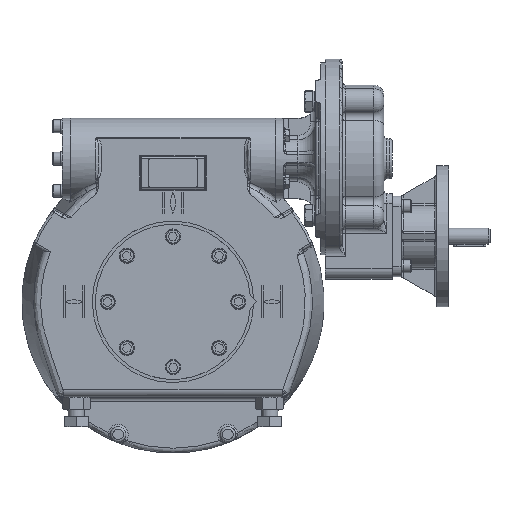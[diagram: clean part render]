
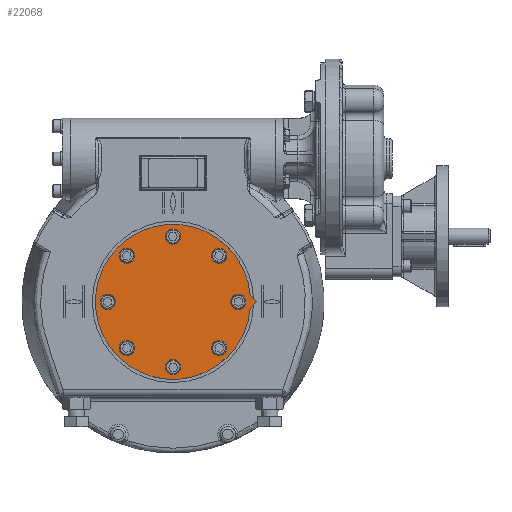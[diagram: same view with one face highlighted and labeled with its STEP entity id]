
A CAD part, top view. The second image highlights one B-rep face of the part: STEP entity #22068.
In plain terms, the highlighted planar face has unit normal (0, 0, 1).
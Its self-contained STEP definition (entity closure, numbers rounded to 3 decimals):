
#2290=CIRCLE('',#28104,96.25);
#2299=CIRCLE('',#28117,6.5);
#2300=CIRCLE('',#28118,6.5);
#2301=CIRCLE('',#28119,6.5);
#2302=CIRCLE('',#28120,6.5);
#2303=CIRCLE('',#28121,6.5);
#2304=CIRCLE('',#28122,6.5);
#2305=CIRCLE('',#28123,6.5);
#2306=CIRCLE('',#28124,6.5);
#7485=ORIENTED_EDGE('',*,*,#11328,.F.);
#7486=ORIENTED_EDGE('',*,*,#11329,.F.);
#7487=ORIENTED_EDGE('',*,*,#11330,.F.);
#7488=ORIENTED_EDGE('',*,*,#11331,.F.);
#7489=ORIENTED_EDGE('',*,*,#11332,.F.);
#7490=ORIENTED_EDGE('',*,*,#11333,.F.);
#7491=ORIENTED_EDGE('',*,*,#11334,.F.);
#7492=ORIENTED_EDGE('',*,*,#11335,.F.);
#7493=ORIENTED_EDGE('',*,*,#11313,.T.);
#7494=ORIENTED_EDGE('',*,*,#11317,.T.);
#7495=ORIENTED_EDGE('',*,*,#11319,.T.);
#11313=EDGE_CURVE('',#13999,#13998,#2290,.T.);
#11317=EDGE_CURVE('',#13998,#14001,#15676,.T.);
#11319=EDGE_CURVE('',#14001,#13999,#15678,.T.);
#11328=EDGE_CURVE('',#14010,#14010,#2299,.T.);
#11329=EDGE_CURVE('',#14011,#14011,#2300,.T.);
#11330=EDGE_CURVE('',#14012,#14012,#2301,.T.);
#11331=EDGE_CURVE('',#14013,#14013,#2302,.T.);
#11332=EDGE_CURVE('',#14014,#14014,#2303,.T.);
#11333=EDGE_CURVE('',#14015,#14015,#2304,.T.);
#11334=EDGE_CURVE('',#14016,#14016,#2305,.T.);
#11335=EDGE_CURVE('',#14017,#14017,#2306,.T.);
#13998=VERTEX_POINT('',#56564);
#13999=VERTEX_POINT('',#56566);
#14001=VERTEX_POINT('',#56572);
#14010=VERTEX_POINT('',#56596);
#14011=VERTEX_POINT('',#56598);
#14012=VERTEX_POINT('',#56600);
#14013=VERTEX_POINT('',#56602);
#14014=VERTEX_POINT('',#56604);
#14015=VERTEX_POINT('',#56606);
#14016=VERTEX_POINT('',#56608);
#14017=VERTEX_POINT('',#56610);
#15676=LINE('',#56573,#17225);
#15678=LINE('',#56576,#17227);
#17225=VECTOR('',#33378,1000.);
#17227=VECTOR('',#33382,1000.);
#18714=EDGE_LOOP('',(#7485));
#18715=EDGE_LOOP('',(#7486));
#18716=EDGE_LOOP('',(#7487));
#18717=EDGE_LOOP('',(#7488));
#18718=EDGE_LOOP('',(#7489));
#18719=EDGE_LOOP('',(#7490));
#18720=EDGE_LOOP('',(#7491));
#18721=EDGE_LOOP('',(#7492));
#18722=EDGE_LOOP('',(#7493,#7494,#7495));
#20277=FACE_BOUND('',#18714,.T.);
#20278=FACE_BOUND('',#18715,.T.);
#20279=FACE_BOUND('',#18716,.T.);
#20280=FACE_BOUND('',#18717,.T.);
#20281=FACE_BOUND('',#18718,.T.);
#20282=FACE_BOUND('',#18719,.T.);
#20283=FACE_BOUND('',#18720,.T.);
#20284=FACE_BOUND('',#18721,.T.);
#20285=FACE_BOUND('',#18722,.T.);
#20954=PLANE('',#28116);
#22068=ADVANCED_FACE('',(#20277,#20278,#20279,#20280,#20281,#20282,#20283,
#20284,#20285),#20954,.T.);
#28104=AXIS2_PLACEMENT_3D('',#56565,#33371,#33372);
#28116=AXIS2_PLACEMENT_3D('',#56594,#33401,#33402);
#28117=AXIS2_PLACEMENT_3D('',#56595,#33403,#33404);
#28118=AXIS2_PLACEMENT_3D('',#56597,#33405,#33406);
#28119=AXIS2_PLACEMENT_3D('',#56599,#33407,#33408);
#28120=AXIS2_PLACEMENT_3D('',#56601,#33409,#33410);
#28121=AXIS2_PLACEMENT_3D('',#56603,#33411,#33412);
#28122=AXIS2_PLACEMENT_3D('',#56605,#33413,#33414);
#28123=AXIS2_PLACEMENT_3D('',#56607,#33415,#33416);
#28124=AXIS2_PLACEMENT_3D('',#56609,#33417,#33418);
#33371=DIRECTION('',(0.,0.,1.));
#33372=DIRECTION('',(1.,0.,0.));
#33378=DIRECTION('',(0.707,0.707,0.));
#33382=DIRECTION('',(-0.707,0.707,0.));
#33401=DIRECTION('',(0.,0.,1.));
#33402=DIRECTION('',(1.,0.,0.));
#33403=DIRECTION('',(0.,0.,1.));
#33404=DIRECTION('',(0.707,0.707,0.));
#33405=DIRECTION('',(0.,0.,1.));
#33406=DIRECTION('',(0.,1.,0.));
#33407=DIRECTION('',(0.,0.,1.));
#33408=DIRECTION('',(-0.707,0.707,0.));
#33409=DIRECTION('',(0.,0.,1.));
#33410=DIRECTION('',(-1.,0.,0.));
#33411=DIRECTION('',(0.,0.,1.));
#33412=DIRECTION('',(-0.707,-0.707,0.));
#33413=DIRECTION('',(0.,0.,1.));
#33414=DIRECTION('',(0.,-1.,0.));
#33415=DIRECTION('',(0.,0.,1.));
#33416=DIRECTION('',(0.707,-0.707,0.));
#33417=DIRECTION('',(0.,0.,1.));
#33418=DIRECTION('',(1.,0.,0.));
#56564=CARTESIAN_POINT('',(95.932,-7.818,54.15));
#56565=CARTESIAN_POINT('',(0.,0.,54.15));
#56566=CARTESIAN_POINT('',(95.932,7.818,54.15));
#56572=CARTESIAN_POINT('',(103.75,0.,54.15));
#56573=CARTESIAN_POINT('',(95.932,-7.818,54.15));
#56576=CARTESIAN_POINT('',(103.75,0.,54.15));
#56594=CARTESIAN_POINT('',(0.,0.,54.15));
#56595=CARTESIAN_POINT('',(-57.276,57.276,54.15));
#56596=CARTESIAN_POINT('',(-52.679,61.872,54.15));
#56597=CARTESIAN_POINT('',(-81.,0.,54.15));
#56598=CARTESIAN_POINT('',(-81.,6.5,54.15));
#56599=CARTESIAN_POINT('',(-57.276,-57.276,54.15));
#56600=CARTESIAN_POINT('',(-61.872,-52.679,54.15));
#56601=CARTESIAN_POINT('',(0.,-81.,54.15));
#56602=CARTESIAN_POINT('',(-6.5,-81.,54.15));
#56603=CARTESIAN_POINT('',(57.276,-57.276,54.15));
#56604=CARTESIAN_POINT('',(52.679,-61.872,54.15));
#56605=CARTESIAN_POINT('',(81.,0.,54.15));
#56606=CARTESIAN_POINT('',(81.,-6.5,54.15));
#56607=CARTESIAN_POINT('',(57.276,57.276,54.15));
#56608=CARTESIAN_POINT('',(61.872,52.679,54.15));
#56609=CARTESIAN_POINT('',(0.,81.,54.15));
#56610=CARTESIAN_POINT('',(6.5,81.,54.15));
